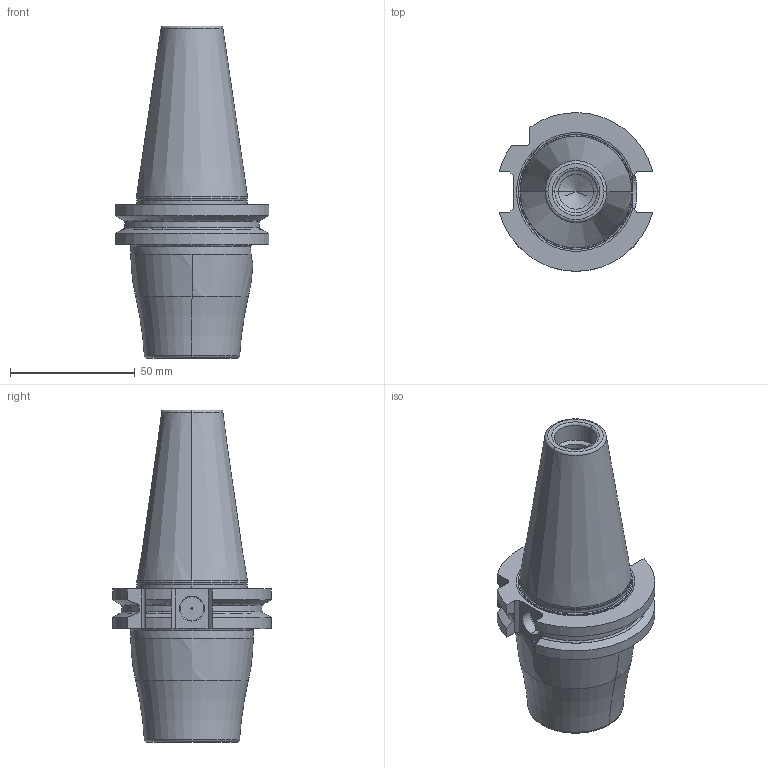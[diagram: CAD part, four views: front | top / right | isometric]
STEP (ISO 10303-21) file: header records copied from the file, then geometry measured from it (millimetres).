
FILE_DESCRIPTION((''),'2;1');
FILE_NAME('607663501-000-01-E43','2023-03-14T08:39:30',('liebchenm'),(''),'CREO PARAMETRIC BY PTC INC, 2021184','CREO PARAMETRIC BY PTC INC, 2021184','');
FILE_SCHEMA(('AP242_MANAGED_MODEL_BASED_3D_ENGINEERING_MIM_LF { 1 0 10303 442 1 1 4 }'));
Length unit declared in the file: millimetre
Products named in the file (1): 607663501-000-01-E43
Bounding box: 61.48 x 63.54 x 132.9 mm (x, y, z)
Volume: 159883.5 mm3; surface area: 27461.4 mm2
Topology: 1 solids, 1 shells, 94 faces, 237 edges, 146 vertices
Faces by surface type: plane 26, cylinder 24, torus 22, cone 20, bspline 2
Entity records: 4508 total; most frequent: CARTESIAN_POINT 949, DIRECTION 494, ORIENTED_EDGE 466, PRESENTATION_STYLE_ASSIGNMENT 239, STYLED_ITEM 239, CURVE_STYLE 238, EDGE_CURVE 233, AXIS2_PLACEMENT_3D 201
